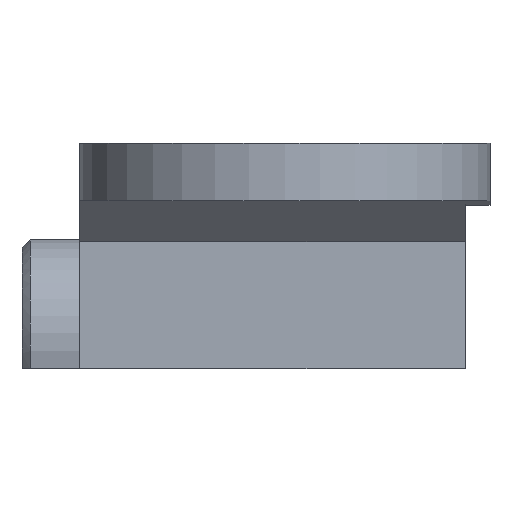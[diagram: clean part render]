
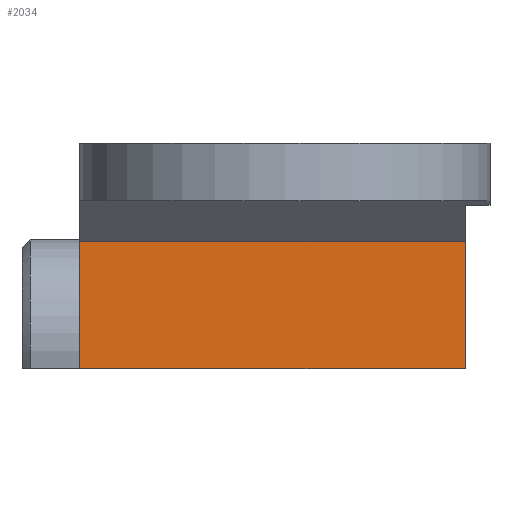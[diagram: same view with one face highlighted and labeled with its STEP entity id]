
A CAD part, front view. The second image highlights one B-rep face of the part: STEP entity #2034.
In plain terms, the highlighted planar face has unit normal (0, -1, 0).
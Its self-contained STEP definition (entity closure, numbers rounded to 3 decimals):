
#736=DIRECTION('',(0.,0.,1.));
#737=VECTOR('',#736,15.5);
#738=CARTESIAN_POINT('',(22.,30.,-20.5));
#739=LINE('',#738,#737);
#740=DIRECTION('',(-1.,0.,0.));
#741=VECTOR('',#740,47.);
#742=CARTESIAN_POINT('',(22.,30.,-20.5));
#743=LINE('',#742,#741);
#744=DIRECTION('',(0.,0.,1.));
#745=VECTOR('',#744,15.5);
#746=CARTESIAN_POINT('',(-25.,30.,-20.5));
#747=LINE('',#746,#745);
#748=DIRECTION('',(-1.,0.,0.));
#749=VECTOR('',#748,47.);
#750=CARTESIAN_POINT('',(22.,30.,-5.));
#751=LINE('',#750,#749);
#864=CARTESIAN_POINT('',(-25.,30.,-20.5));
#865=CARTESIAN_POINT('',(-25.,30.,-5.));
#866=VERTEX_POINT('',#864);
#867=VERTEX_POINT('',#865);
#892=CARTESIAN_POINT('',(22.,30.,-20.5));
#893=CARTESIAN_POINT('',(22.,30.,-5.));
#894=VERTEX_POINT('',#892);
#895=VERTEX_POINT('',#893);
#2022=CARTESIAN_POINT('',(0.,30.,0.));
#2023=DIRECTION('',(0.,1.,0.));
#2024=DIRECTION('',(0.,0.,1.));
#2025=AXIS2_PLACEMENT_3D('',#2022,#2023,#2024);
#2026=PLANE('',#2025);
#2027=ORIENTED_EDGE('',*,*,#1950,.F.);
#2028=ORIENTED_EDGE('',*,*,#1981,.T.);
#2029=ORIENTED_EDGE('',*,*,#1855,.T.);
#2031=ORIENTED_EDGE('',*,*,#2030,.F.);
#2032=EDGE_LOOP('',(#2027,#2028,#2029,#2031));
#2033=FACE_OUTER_BOUND('',#2032,.F.);
#2034=ADVANCED_FACE('',(#2033),#2026,.F.);
#1855=EDGE_CURVE('',#866,#867,#747,.T.);
#1950=EDGE_CURVE('',#894,#895,#739,.T.);
#1981=EDGE_CURVE('',#894,#866,#743,.T.);
#2030=EDGE_CURVE('',#895,#867,#751,.T.);
